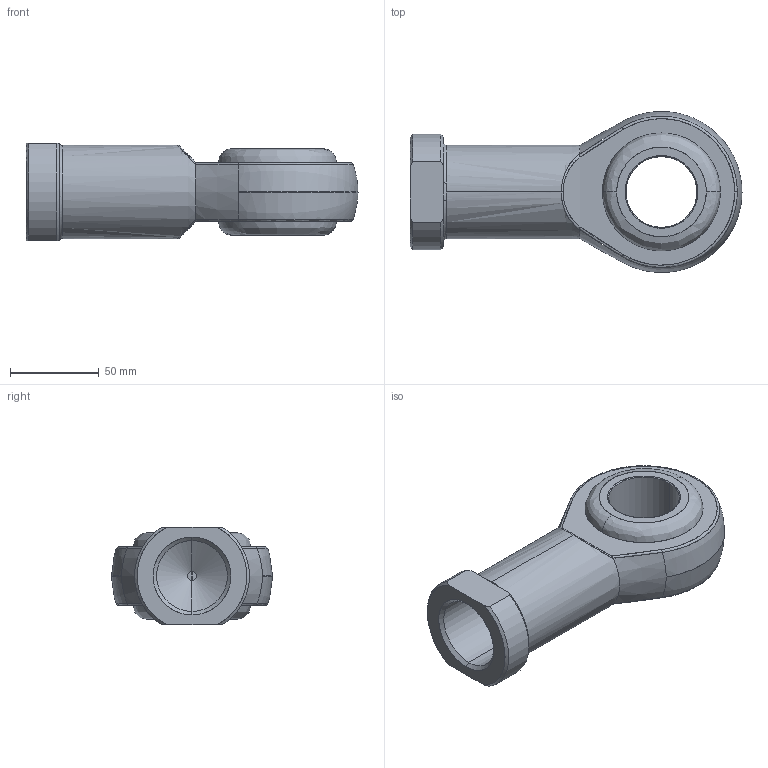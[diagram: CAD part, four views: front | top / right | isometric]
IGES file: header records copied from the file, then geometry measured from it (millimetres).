
Start section: SolidWorks IGES file using analytic representation for surfaces
Global section: file name: 250-KMB-RE-(40 ) .IGS; native system: SolidWorks 2010; preprocessor: SolidWorks 2010; author: Yeni; date: 130724.083909; units: millimetre
Bounding box: 187.5 x 90.99 x 55 mm (x, y, z)
Surface area: 55931.4 mm2 (no closed solid volume)
Topology: 0 solids, 0 shells, 58 faces, 1152 edges, 1151 vertices
Faces by surface type: bspline 30, revolution 28
